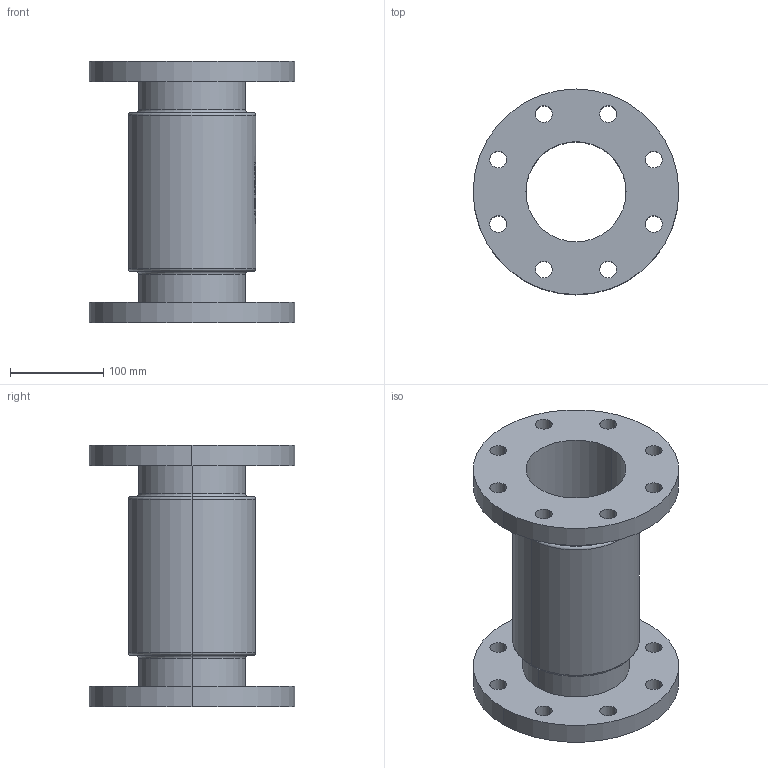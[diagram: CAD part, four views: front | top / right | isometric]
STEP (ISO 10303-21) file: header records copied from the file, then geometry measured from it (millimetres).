
FILE_DESCRIPTION (( 'STEP AP214' ), '1' );
FILE_NAME ('7120000_DN100_PN10_51420241.STEP', '2022-02-17T10:40:52', ( 'axxx' ), ( 'Hewlett-Packard Company' ), 'SwSTEP 2.0', 'SolidWorks 2019', '' );
FILE_SCHEMA (( 'AUTOMOTIVE_DESIGN' ));
Length unit declared in the file: millimetre
Products named in the file (1): 7120000_DN100_PN10_51420241
Bounding box: 220 x 220 x 280 mm (x, y, z)
Volume: 2206203.8 mm3; surface area: 355825.9 mm2
Topology: 1 solids, 1 shells, 537 faces, 1447 edges, 962 vertices
Faces by surface type: plane 253, bspline 200, cylinder 76, torus 8
Entity records: 28848 total; most frequent: CARTESIAN_POINT 16664, ORIENTED_EDGE 2894, DIRECTION 1825, EDGE_CURVE 1447, VERTEX_POINT 962, VECTOR 779, LINE 779, EDGE_LOOP 621
